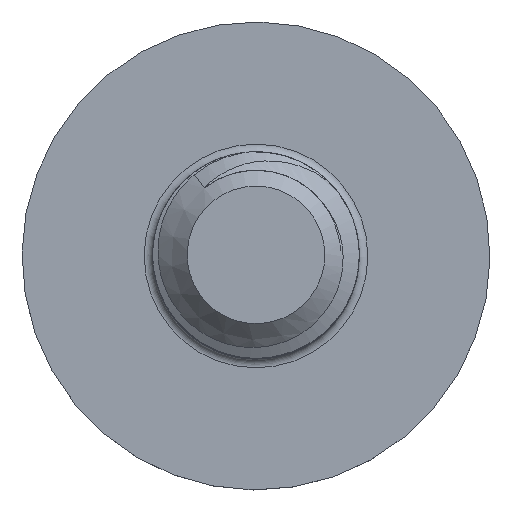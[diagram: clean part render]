
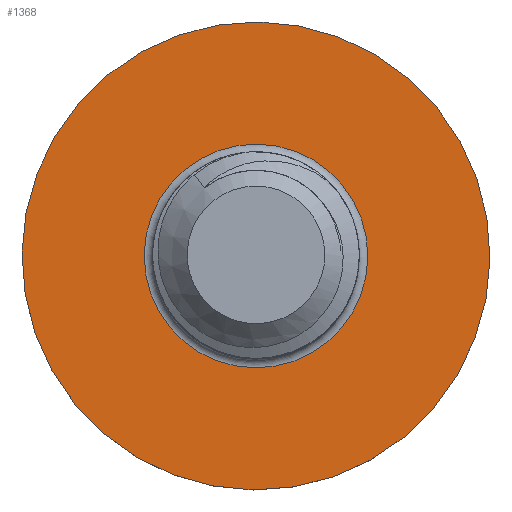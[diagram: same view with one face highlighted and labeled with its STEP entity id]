
A CAD part, top view. The second image highlights one B-rep face of the part: STEP entity #1368.
In plain terms, the highlighted planar face has unit normal (0, 0, 1).
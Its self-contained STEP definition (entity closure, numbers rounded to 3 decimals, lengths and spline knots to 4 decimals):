
#1330 = CYLINDRICAL_SURFACE('',#1331,6.8);
#1331 = AXIS2_PLACEMENT_3D('',#1332,#1333,#1334);
#1332 = CARTESIAN_POINT('',(2723.2427,-570.576,
    126.6195));
#1333 = DIRECTION('',(0.,0.,1.));
#1334 = DIRECTION('',(0.354,0.935,0.)
  );
#1368 = ADVANCED_FACE('',(#1369,#1405),#1382,.F.);
#1369 = FACE_BOUND('',#1370,.T.);
#1370 = EDGE_LOOP('',(#1371));
#1371 = ORIENTED_EDGE('',*,*,#1372,.T.);
#1372 = EDGE_CURVE('',#1373,#1373,#1375,.T.);
#1373 = VERTEX_POINT('',#1374);
#1374 = CARTESIAN_POINT('',(2722.093,-573.6158,
    127.7195));
#1375 = SURFACE_CURVE('',#1376,(#1381,#1393),.PCURVE_S1.);
#1376 = CIRCLE('',#1377,3.25);
#1377 = AXIS2_PLACEMENT_3D('',#1378,#1379,#1380);
#1378 = CARTESIAN_POINT('',(2723.2427,-570.576,
    127.7195));
#1379 = DIRECTION('',(0.,0.,-1.));
#1380 = DIRECTION('',(-0.354,-0.935,0.
    ));
#1381 = PCURVE('',#1382,#1387);
#1382 = PLANE('',#1383);
#1383 = AXIS2_PLACEMENT_3D('',#1384,#1385,#1386);
#1384 = CARTESIAN_POINT('',(2723.2427,-570.576,
    127.7195));
#1385 = DIRECTION('',(0.,0.,-1.));
#1386 = DIRECTION('',(-0.354,-0.935,0.
    ));
#1387 = DEFINITIONAL_REPRESENTATION('',(#1388),#1392);
#1388 = CIRCLE('',#1389,3.25);
#1389 = AXIS2_PLACEMENT_2D('',#1390,#1391);
#1390 = CARTESIAN_POINT('',(0.,0.));
#1391 = DIRECTION('',(1.,0.));
#1392 = ( GEOMETRIC_REPRESENTATION_CONTEXT(2) 
PARAMETRIC_REPRESENTATION_CONTEXT() REPRESENTATION_CONTEXT('2D SPACE',''
  ) );
#1393 = PCURVE('',#1394,#1399);
#1394 = TOROIDAL_SURFACE('',#1395,3.25,0.25);
#1395 = AXIS2_PLACEMENT_3D('',#1396,#1397,#1398);
#1396 = CARTESIAN_POINT('',(2723.2427,-570.576,
    127.9695));
#1397 = DIRECTION('',(0.,0.,-1.));
#1398 = DIRECTION('',(-0.354,-0.935,0.
    ));
#1399 = DEFINITIONAL_REPRESENTATION('',(#1400),#1404);
#1400 = LINE('',#1401,#1402);
#1401 = CARTESIAN_POINT('',(0.,1.571));
#1402 = VECTOR('',#1403,1.);
#1403 = DIRECTION('',(1.,0.));
#1404 = ( GEOMETRIC_REPRESENTATION_CONTEXT(2) 
PARAMETRIC_REPRESENTATION_CONTEXT() REPRESENTATION_CONTEXT('2D SPACE',''
  ) );
#1405 = FACE_BOUND('',#1406,.T.);
#1406 = EDGE_LOOP('',(#1407));
#1407 = ORIENTED_EDGE('',*,*,#1408,.F.);
#1408 = EDGE_CURVE('',#1409,#1409,#1411,.T.);
#1409 = VERTEX_POINT('',#1410);
#1410 = CARTESIAN_POINT('',(2720.8371,-576.9363,
    127.7195));
#1411 = SURFACE_CURVE('',#1412,(#1417,#1424),.PCURVE_S1.);
#1412 = CIRCLE('',#1413,6.8);
#1413 = AXIS2_PLACEMENT_3D('',#1414,#1415,#1416);
#1414 = CARTESIAN_POINT('',(2723.2427,-570.576,
    127.7195));
#1415 = DIRECTION('',(0.,0.,-1.));
#1416 = DIRECTION('',(-0.354,-0.935,0.
    ));
#1417 = PCURVE('',#1382,#1418);
#1418 = DEFINITIONAL_REPRESENTATION('',(#1419),#1423);
#1419 = CIRCLE('',#1420,6.8);
#1420 = AXIS2_PLACEMENT_2D('',#1421,#1422);
#1421 = CARTESIAN_POINT('',(0.,0.));
#1422 = DIRECTION('',(1.,0.));
#1423 = ( GEOMETRIC_REPRESENTATION_CONTEXT(2) 
PARAMETRIC_REPRESENTATION_CONTEXT() REPRESENTATION_CONTEXT('2D SPACE',''
  ) );
#1424 = PCURVE('',#1330,#1425);
#1425 = DEFINITIONAL_REPRESENTATION('',(#1426),#1430);
#1426 = LINE('',#1427,#1428);
#1427 = CARTESIAN_POINT('',(9.425,1.1));
#1428 = VECTOR('',#1429,1.);
#1429 = DIRECTION('',(-1.,0.));
#1430 = ( GEOMETRIC_REPRESENTATION_CONTEXT(2) 
PARAMETRIC_REPRESENTATION_CONTEXT() REPRESENTATION_CONTEXT('2D SPACE',''
  ) );
